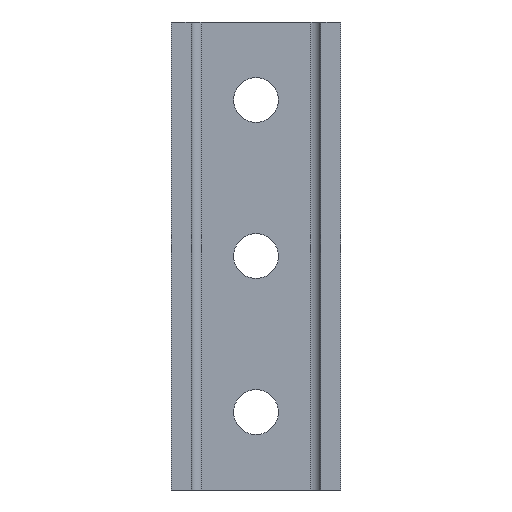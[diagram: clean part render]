
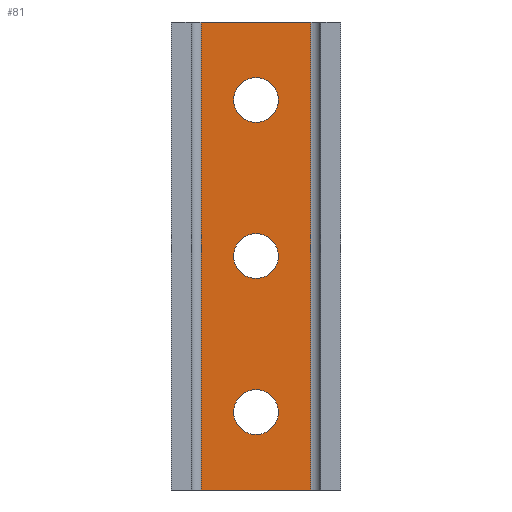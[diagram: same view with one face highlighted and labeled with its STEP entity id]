
A CAD part, front view. The second image highlights one B-rep face of the part: STEP entity #81.
In plain terms, the highlighted planar face has unit normal (0, -1, 0).
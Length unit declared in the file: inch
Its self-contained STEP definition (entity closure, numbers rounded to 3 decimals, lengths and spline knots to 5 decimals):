
#81=ADVANCED_FACE('',(#165,#166,#167,#168),#169,.T.);
#165=FACE_BOUND('',#326,.T.);
#166=FACE_BOUND('',#327,.T.);
#167=FACE_BOUND('',#328,.T.);
#168=FACE_OUTER_BOUND('',#329,.T.);
#169=PLANE('',#330);
#326=EDGE_LOOP('',(#510,#511,#512,#513));
#327=EDGE_LOOP('',(#514,#515,#516,#517));
#328=EDGE_LOOP('',(#518,#519,#520,#521));
#329=EDGE_LOOP('',(#522,#523,#524,#525));
#330=AXIS2_PLACEMENT_3D('',#526,#527,#528);
#510=ORIENTED_EDGE('',*,*,#683,.T.);
#511=ORIENTED_EDGE('',*,*,#684,.T.);
#512=ORIENTED_EDGE('',*,*,#657,.T.);
#513=ORIENTED_EDGE('',*,*,#685,.T.);
#514=ORIENTED_EDGE('',*,*,#686,.T.);
#515=ORIENTED_EDGE('',*,*,#648,.T.);
#516=ORIENTED_EDGE('',*,*,#662,.T.);
#517=ORIENTED_EDGE('',*,*,#643,.T.);
#518=ORIENTED_EDGE('',*,*,#665,.T.);
#519=ORIENTED_EDGE('',*,*,#627,.T.);
#520=ORIENTED_EDGE('',*,*,#623,.T.);
#521=ORIENTED_EDGE('',*,*,#618,.T.);
#522=ORIENTED_EDGE('',*,*,#679,.T.);
#523=ORIENTED_EDGE('',*,*,#687,.F.);
#524=ORIENTED_EDGE('',*,*,#634,.F.);
#525=ORIENTED_EDGE('',*,*,#654,.T.);
#526=CARTESIAN_POINT('',(0.53125,0.40621,0.0));
#527=DIRECTION('',(0.0,-1.0,0.0));
#528=DIRECTION('',(1.0,0.0,-0.0));
#618=EDGE_CURVE('',#721,#722,#723,.T.);
#623=EDGE_CURVE('',#730,#721,#731,.T.);
#627=EDGE_CURVE('',#736,#730,#737,.T.);
#634=EDGE_CURVE('',#747,#749,#750,.T.);
#643=EDGE_CURVE('',#764,#765,#766,.T.);
#648=EDGE_CURVE('',#773,#774,#775,.T.);
#654=EDGE_CURVE('',#747,#783,#785,.T.);
#657=EDGE_CURVE('',#788,#789,#790,.T.);
#662=EDGE_CURVE('',#774,#764,#797,.T.);
#665=EDGE_CURVE('',#722,#736,#800,.T.);
#679=EDGE_CURVE('',#783,#820,#822,.T.);
#683=EDGE_CURVE('',#826,#827,#828,.T.);
#684=EDGE_CURVE('',#827,#788,#829,.T.);
#685=EDGE_CURVE('',#789,#826,#830,.T.);
#686=EDGE_CURVE('',#765,#773,#831,.T.);
#687=EDGE_CURVE('',#749,#820,#832,.T.);
#721=VERTEX_POINT('',#876);
#722=VERTEX_POINT('',#877);
#723=B_SPLINE_CURVE_WITH_KNOTS('',3,(#878,#879,#880,#881),.UNSPECIFIED.,.F.,.F.,(4,4),(0.0,1.0),.UNSPECIFIED.);
#730=VERTEX_POINT('',#893);
#731=B_SPLINE_CURVE_WITH_KNOTS('',3,(#894,#895,#896,#897),.UNSPECIFIED.,.F.,.F.,(4,4),(0.0,1.0),.UNSPECIFIED.);
#736=VERTEX_POINT('',#906);
#737=B_SPLINE_CURVE_WITH_KNOTS('',3,(#907,#908,#909,#910),.UNSPECIFIED.,.F.,.F.,(4,4),(0.0,1.0),.UNSPECIFIED.);
#747=VERTEX_POINT('',#926);
#749=VERTEX_POINT('',#931);
#750=LINE('',#932,#933);
#764=VERTEX_POINT('',#958);
#765=VERTEX_POINT('',#959);
#766=B_SPLINE_CURVE_WITH_KNOTS('',3,(#960,#961,#962,#963),.UNSPECIFIED.,.F.,.F.,(4,4),(0.0,1.0),.UNSPECIFIED.);
#773=VERTEX_POINT('',#975);
#774=VERTEX_POINT('',#976);
#775=B_SPLINE_CURVE_WITH_KNOTS('',3,(#977,#978,#979,#980),.UNSPECIFIED.,.F.,.F.,(4,4),(0.0,1.0),.UNSPECIFIED.);
#783=VERTEX_POINT('',#993);
#785=LINE('',#998,#999);
#788=VERTEX_POINT('',#1003);
#789=VERTEX_POINT('',#1004);
#790=B_SPLINE_CURVE_WITH_KNOTS('',3,(#1005,#1006,#1007,#1008),.UNSPECIFIED.,.F.,.F.,(4,4),(0.0,1.0),.UNSPECIFIED.);
#797=B_SPLINE_CURVE_WITH_KNOTS('',3,(#1020,#1021,#1022,#1023),.UNSPECIFIED.,.F.,.F.,(4,4),(0.0,1.0),.UNSPECIFIED.);
#800=B_SPLINE_CURVE_WITH_KNOTS('',3,(#1029,#1030,#1031,#1032),.UNSPECIFIED.,.F.,.F.,(4,4),(0.0,1.0),.UNSPECIFIED.);
#820=VERTEX_POINT('',#1066);
#822=LINE('',#1071,#1072);
#826=VERTEX_POINT('',#1077);
#827=VERTEX_POINT('',#1078);
#828=B_SPLINE_CURVE_WITH_KNOTS('',3,(#1079,#1080,#1081,#1082),.UNSPECIFIED.,.F.,.F.,(4,4),(0.0,1.0),.UNSPECIFIED.);
#829=B_SPLINE_CURVE_WITH_KNOTS('',3,(#1083,#1084,#1085,#1086),.UNSPECIFIED.,.F.,.F.,(4,4),(0.0,1.0),.UNSPECIFIED.);
#830=B_SPLINE_CURVE_WITH_KNOTS('',3,(#1087,#1088,#1089,#1090),.UNSPECIFIED.,.F.,.F.,(4,4),(0.0,1.0),.UNSPECIFIED.);
#831=B_SPLINE_CURVE_WITH_KNOTS('',3,(#1091,#1092,#1093,#1094),.UNSPECIFIED.,.F.,.F.,(4,4),(0.0,1.0),.UNSPECIFIED.);
#832=LINE('',#1095,#1096);
#876=CARTESIAN_POINT('',(0.53126,0.40621,2.30728));
#877=CARTESIAN_POINT('',(0.3906,0.40621,2.4479));
#878=CARTESIAN_POINT('',(0.53126,0.40621,2.30728));
#879=CARTESIAN_POINT('',(0.45358,0.40621,2.30728));
#880=CARTESIAN_POINT('',(0.3906,0.40621,2.37024));
#881=CARTESIAN_POINT('',(0.3906,0.40621,2.4479));
#893=CARTESIAN_POINT('',(0.6719,0.40621,2.4479));
#894=CARTESIAN_POINT('',(0.6719,0.40621,2.4479));
#895=CARTESIAN_POINT('',(0.6719,0.40621,2.37024));
#896=CARTESIAN_POINT('',(0.60893,0.40621,2.30728));
#897=CARTESIAN_POINT('',(0.53126,0.40621,2.30728));
#906=CARTESIAN_POINT('',(0.53126,0.40621,2.58853));
#907=CARTESIAN_POINT('',(0.53126,0.40621,2.58853));
#908=CARTESIAN_POINT('',(0.60893,0.40621,2.58853));
#909=CARTESIAN_POINT('',(0.6719,0.40621,2.52557));
#910=CARTESIAN_POINT('',(0.6719,0.40621,2.4479));
#926=CARTESIAN_POINT('',(0.875,0.40621,0.0));
#931=CARTESIAN_POINT('',(0.1875,0.40621,0.0));
#932=CARTESIAN_POINT('',(0.875,0.40621,0.0));
#933=VECTOR('',#1148,1.0);
#958=CARTESIAN_POINT('',(0.53126,0.40621,1.32777));
#959=CARTESIAN_POINT('',(0.3906,0.40621,1.4684));
#960=CARTESIAN_POINT('',(0.53126,0.40621,1.32777));
#961=CARTESIAN_POINT('',(0.45358,0.40621,1.32777));
#962=CARTESIAN_POINT('',(0.3906,0.40621,1.39073));
#963=CARTESIAN_POINT('',(0.3906,0.40621,1.4684));
#975=CARTESIAN_POINT('',(0.53126,0.40621,1.60902));
#976=CARTESIAN_POINT('',(0.6719,0.40621,1.4684));
#977=CARTESIAN_POINT('',(0.53126,0.40621,1.60902));
#978=CARTESIAN_POINT('',(0.60893,0.40621,1.60902));
#979=CARTESIAN_POINT('',(0.6719,0.40621,1.54606));
#980=CARTESIAN_POINT('',(0.6719,0.40621,1.4684));
#993=CARTESIAN_POINT('',(0.875,0.40621,2.9375));
#998=CARTESIAN_POINT('',(0.875,0.40621,0.0));
#999=VECTOR('',#1158,1.0);
#1003=CARTESIAN_POINT('',(0.6719,0.40621,0.4889));
#1004=CARTESIAN_POINT('',(0.53126,0.40621,0.34827));
#1005=CARTESIAN_POINT('',(0.6719,0.40621,0.4889));
#1006=CARTESIAN_POINT('',(0.6719,0.40621,0.41123));
#1007=CARTESIAN_POINT('',(0.60893,0.40621,0.34827));
#1008=CARTESIAN_POINT('',(0.53126,0.40621,0.34827));
#1020=CARTESIAN_POINT('',(0.6719,0.40621,1.4684));
#1021=CARTESIAN_POINT('',(0.6719,0.40621,1.39073));
#1022=CARTESIAN_POINT('',(0.60893,0.40621,1.32777));
#1023=CARTESIAN_POINT('',(0.53126,0.40621,1.32777));
#1029=CARTESIAN_POINT('',(0.3906,0.40621,2.4479));
#1030=CARTESIAN_POINT('',(0.3906,0.40621,2.52557));
#1031=CARTESIAN_POINT('',(0.45358,0.40621,2.58853));
#1032=CARTESIAN_POINT('',(0.53126,0.40621,2.58853));
#1066=CARTESIAN_POINT('',(0.1875,0.40621,2.9375));
#1071=CARTESIAN_POINT('',(0.875,0.40621,2.9375));
#1072=VECTOR('',#1170,1.0);
#1077=CARTESIAN_POINT('',(0.3906,0.40621,0.4889));
#1078=CARTESIAN_POINT('',(0.53126,0.40621,0.62952));
#1079=CARTESIAN_POINT('',(0.3906,0.40621,0.4889));
#1080=CARTESIAN_POINT('',(0.3906,0.40621,0.56656));
#1081=CARTESIAN_POINT('',(0.45358,0.40621,0.62952));
#1082=CARTESIAN_POINT('',(0.53126,0.40621,0.62952));
#1083=CARTESIAN_POINT('',(0.53126,0.40621,0.62952));
#1084=CARTESIAN_POINT('',(0.60893,0.40621,0.62952));
#1085=CARTESIAN_POINT('',(0.6719,0.40621,0.56656));
#1086=CARTESIAN_POINT('',(0.6719,0.40621,0.4889));
#1087=CARTESIAN_POINT('',(0.53126,0.40621,0.34827));
#1088=CARTESIAN_POINT('',(0.45358,0.40621,0.34827));
#1089=CARTESIAN_POINT('',(0.3906,0.40621,0.41123));
#1090=CARTESIAN_POINT('',(0.3906,0.40621,0.4889));
#1091=CARTESIAN_POINT('',(0.3906,0.40621,1.4684));
#1092=CARTESIAN_POINT('',(0.3906,0.40621,1.54606));
#1093=CARTESIAN_POINT('',(0.45358,0.40621,1.60902));
#1094=CARTESIAN_POINT('',(0.53126,0.40621,1.60902));
#1095=CARTESIAN_POINT('',(0.1875,0.40621,0.0));
#1096=VECTOR('',#1172,1.0);
#1148=DIRECTION('',(-1.0,0.0,0.0));
#1158=DIRECTION('',(0.0,0.0,1.0));
#1170=DIRECTION('',(-1.0,0.0,0.0));
#1172=DIRECTION('',(0.0,0.0,1.0));
